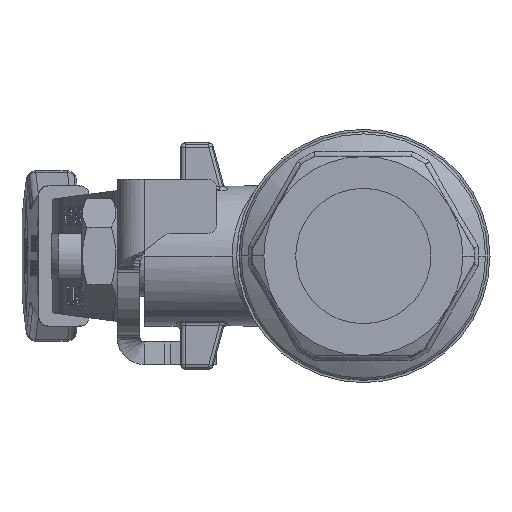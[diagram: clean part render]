
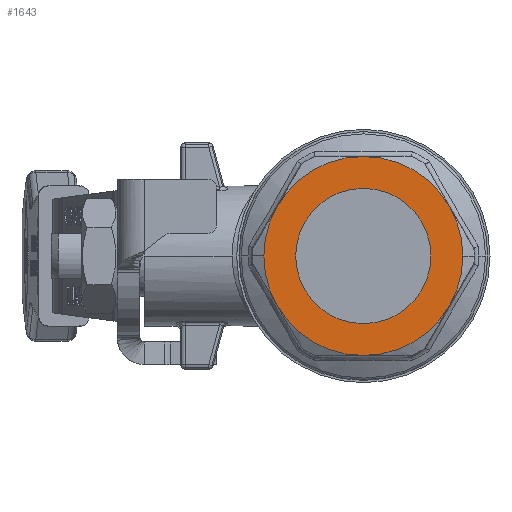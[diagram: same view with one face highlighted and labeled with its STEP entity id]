
A CAD part, left-side view. The second image highlights one B-rep face of the part: STEP entity #1643.
In plain terms, the highlighted planar face has unit normal (-1, 0, 0).
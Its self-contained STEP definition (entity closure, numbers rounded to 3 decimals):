
#1643=ADVANCED_FACE('',(#4665,#4666),#4667,.T.);
#4665=FACE_OUTER_BOUND('',#9161,.T.);
#4666=FACE_BOUND('',#9162,.T.);
#4667=PLANE('',#9163);
#9161=EDGE_LOOP('',(#20486,#20487,#20488,#20489,#20490,#20491,#20492,#20493));
#9162=EDGE_LOOP('',(#20494,#20495));
#9163=AXIS2_PLACEMENT_3D('',#20496,#20497,#20498);
#20486=ORIENTED_EDGE('',*,*,#32003,.T.);
#20487=ORIENTED_EDGE('',*,*,#32004,.T.);
#20488=ORIENTED_EDGE('',*,*,#31959,.T.);
#20489=ORIENTED_EDGE('',*,*,#32005,.T.);
#20490=ORIENTED_EDGE('',*,*,#32006,.T.);
#20491=ORIENTED_EDGE('',*,*,#32007,.T.);
#20492=ORIENTED_EDGE('',*,*,#32008,.T.);
#20493=ORIENTED_EDGE('',*,*,#31966,.T.);
#20494=ORIENTED_EDGE('',*,*,#32000,.T.);
#20495=ORIENTED_EDGE('',*,*,#31986,.T.);
#20496=CARTESIAN_POINT('',(-19.5,6.125,0.));
#20497=DIRECTION('',(-1.0,0.,0.));
#20498=DIRECTION('',(0.,0.0,1.0));
#31959=EDGE_CURVE('',#37687,#37684,#37688,.T.);
#31966=EDGE_CURVE('',#37693,#37697,#37699,.T.);
#31986=EDGE_CURVE('',#37734,#37731,#37735,.T.);
#32000=EDGE_CURVE('',#37731,#37734,#37754,.T.);
#32003=EDGE_CURVE('',#37697,#37757,#37758,.T.);
#32004=EDGE_CURVE('',#37757,#37687,#37759,.T.);
#32005=EDGE_CURVE('',#37684,#37760,#37761,.T.);
#32006=EDGE_CURVE('',#37760,#37762,#37763,.T.);
#32007=EDGE_CURVE('',#37762,#37764,#37765,.T.);
#32008=EDGE_CURVE('',#37764,#37693,#37766,.T.);
#37684=VERTEX_POINT('',#46556);
#37687=VERTEX_POINT('',#46560);
#37688=CIRCLE('',#46561,11.0);
#37693=VERTEX_POINT('',#46575);
#37697=VERTEX_POINT('',#46580);
#37699=CIRCLE('',#46591,11.0);
#37731=VERTEX_POINT('',#46644);
#37734=VERTEX_POINT('',#46648);
#37735=CIRCLE('',#46649,7.475);
#37754=CIRCLE('',#46671,7.475);
#37757=VERTEX_POINT('',#46674);
#37758=CIRCLE('',#46675,11.0);
#37759=CIRCLE('',#46676,11.0);
#37760=VERTEX_POINT('',#46677);
#37761=CIRCLE('',#46678,11.0);
#37762=VERTEX_POINT('',#46679);
#37763=CIRCLE('',#46680,11.0);
#37764=VERTEX_POINT('',#46681);
#37765=CIRCLE('',#46682,11.0);
#37766=CIRCLE('',#46683,11.0);
#46556=CARTESIAN_POINT('',(-19.5,11.0,0.));
#46560=CARTESIAN_POINT('',(-19.5,9.526,5.5));
#46561=AXIS2_PLACEMENT_3D('',#63193,#63194,#63195);
#46575=CARTESIAN_POINT('',(-19.5,-11.0,0.));
#46580=CARTESIAN_POINT('',(-19.5,-9.526,5.5));
#46591=AXIS2_PLACEMENT_3D('',#63203,#63204,#63205);
#46644=CARTESIAN_POINT('',(-19.5,7.475,0.0));
#46648=CARTESIAN_POINT('',(-19.5,-7.475,0.));
#46649=AXIS2_PLACEMENT_3D('',#63232,#63233,#63234);
#46671=AXIS2_PLACEMENT_3D('',#63256,#63257,#63258);
#46674=CARTESIAN_POINT('',(-19.5,0.,11.0));
#46675=AXIS2_PLACEMENT_3D('',#63259,#63260,#63261);
#46676=AXIS2_PLACEMENT_3D('',#63262,#63263,#63264);
#46677=CARTESIAN_POINT('',(-19.5,9.526,-5.5));
#46678=AXIS2_PLACEMENT_3D('',#63265,#63266,#63267);
#46679=CARTESIAN_POINT('',(-19.5,0.,-11.0));
#46680=AXIS2_PLACEMENT_3D('',#63268,#63269,#63270);
#46681=CARTESIAN_POINT('',(-19.5,-9.526,-5.5));
#46682=AXIS2_PLACEMENT_3D('',#63271,#63272,#63273);
#46683=AXIS2_PLACEMENT_3D('',#63274,#63275,#63276);
#63193=CARTESIAN_POINT('',(-19.5,0.,0.));
#63194=DIRECTION('',(-1.0,0.,0.));
#63195=DIRECTION('',(0.,1.0,0.));
#63203=CARTESIAN_POINT('',(-19.5,0.,0.));
#63204=DIRECTION('',(-1.0,0.,0.));
#63205=DIRECTION('',(0.,1.0,0.));
#63232=CARTESIAN_POINT('',(-19.5,0.0,0.0));
#63233=DIRECTION('',(1.0,0.,0.));
#63234=DIRECTION('',(0.,1.0,0.));
#63256=CARTESIAN_POINT('',(-19.5,0.0,0.0));
#63257=DIRECTION('',(1.0,0.,0.));
#63258=DIRECTION('',(0.,1.0,0.));
#63259=CARTESIAN_POINT('',(-19.5,0.,0.));
#63260=DIRECTION('',(-1.0,0.,0.));
#63261=DIRECTION('',(0.,1.0,0.));
#63262=CARTESIAN_POINT('',(-19.5,0.,0.));
#63263=DIRECTION('',(-1.0,0.,0.));
#63264=DIRECTION('',(0.,1.0,0.));
#63265=CARTESIAN_POINT('',(-19.5,0.,0.));
#63266=DIRECTION('',(-1.0,0.,0.));
#63267=DIRECTION('',(0.,1.0,0.));
#63268=CARTESIAN_POINT('',(-19.5,0.,0.));
#63269=DIRECTION('',(-1.0,0.,0.));
#63270=DIRECTION('',(0.,1.0,0.));
#63271=CARTESIAN_POINT('',(-19.5,0.,0.));
#63272=DIRECTION('',(-1.0,0.,0.));
#63273=DIRECTION('',(0.,1.0,0.));
#63274=CARTESIAN_POINT('',(-19.5,0.,0.));
#63275=DIRECTION('',(-1.0,0.,0.));
#63276=DIRECTION('',(0.,1.0,0.));
